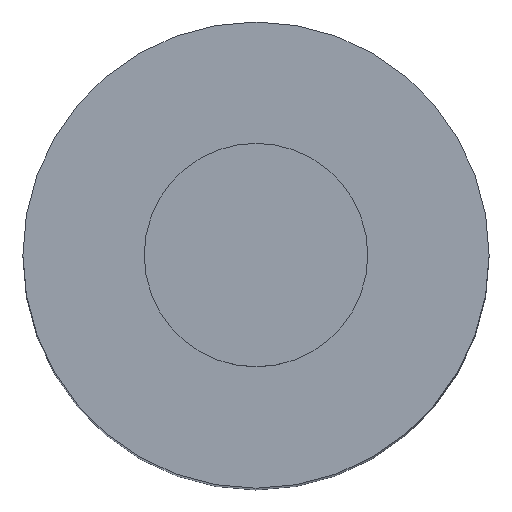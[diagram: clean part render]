
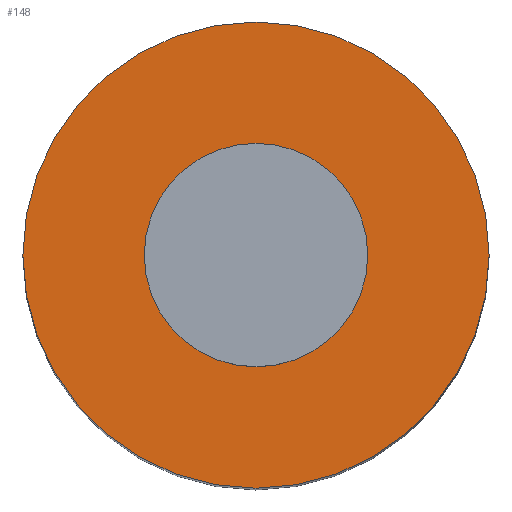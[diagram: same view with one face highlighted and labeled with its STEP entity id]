
A CAD part, top view. The second image highlights one B-rep face of the part: STEP entity #148.
In plain terms, the highlighted planar face has unit normal (0, 0, 1).
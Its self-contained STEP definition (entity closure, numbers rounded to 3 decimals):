
#22=PLANE($,#179);
#34=FACE_BOUND($,#61,.T.);
#42=FACE_OUTER_BOUND($,#60,.T.);
#60=EDGE_LOOP($,(#120));
#61=EDGE_LOOP($,(#121));
#80=CIRCLE($,#174,3.235);
#82=CIRCLE($,#177,6.75);
#92=VERTEX_POINT($,#261);
#94=VERTEX_POINT($,#266);
#104=EDGE_CURVE($,#92,#92,#80,.T.);
#106=EDGE_CURVE($,#94,#94,#82,.T.);
#120=ORIENTED_EDGE($,*,*,#106,.F.);
#121=ORIENTED_EDGE($,*,*,#104,.T.);
#148=ADVANCED_FACE($,(#42,#34),#22,.T.);
#174=AXIS2_PLACEMENT_3D($,#262,#205,#206);
#177=AXIS2_PLACEMENT_3D($,#267,#211,#212);
#179=AXIS2_PLACEMENT_3D($,#270,#215,#216);
#205=DIRECTION('center_axis',(0.,0.,-1.));
#206=DIRECTION('ref_axis',(0.,1.,0.));
#211=DIRECTION('center_axis',(0.,0.,-1.));
#212=DIRECTION('ref_axis',(0.,1.,0.));
#215=DIRECTION('center_axis',(0.,0.,1.));
#216=DIRECTION('ref_axis',(0.,-1.,0.));
#261=CARTESIAN_POINT('',(0.,3.235,30.));
#262=CARTESIAN_POINT('Origin',(0.,0.,30.));
#266=CARTESIAN_POINT('',(0.,-6.75,30.));
#267=CARTESIAN_POINT('Origin',(0.,0.,30.));
#270=CARTESIAN_POINT('Origin',(0.,0.,30.));
